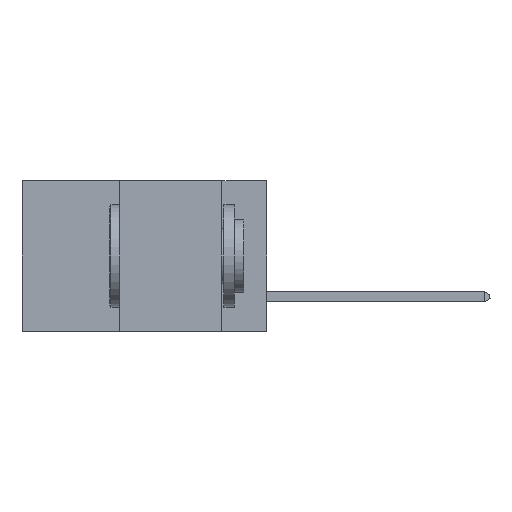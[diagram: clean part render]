
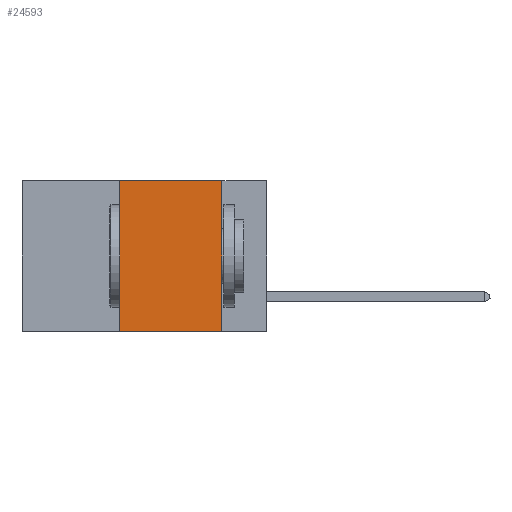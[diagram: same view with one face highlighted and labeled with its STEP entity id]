
A CAD part, left-side view. The second image highlights one B-rep face of the part: STEP entity #24593.
In plain terms, the highlighted planar face has unit normal (-1, 0, 0).
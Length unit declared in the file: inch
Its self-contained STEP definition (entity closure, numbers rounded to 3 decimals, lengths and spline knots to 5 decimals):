
#719 = LINE ( 'NONE', #3676, #28026 ) ;
#722 = EDGE_LOOP ( 'NONE', ( #6421, #35251, #37657, #9625 ) ) ;
#2111 = VERTEX_POINT ( 'NONE', #41052 ) ;
#2369 = VERTEX_POINT ( 'NONE', #19870 ) ;
#2628 = VECTOR ( 'NONE', #25669, 39.37008 ) ;
#3460 = CARTESIAN_POINT ( 'NONE',  ( 0., 0.11, 0. ) ) ;
#3676 = CARTESIAN_POINT ( 'NONE',  ( 0., 0.6, 0. ) ) ;
#4477 = DIRECTION ( 'NONE',  ( 0., 0., 1. ) ) ;
#6320 = LINE ( 'NONE', #32682, #23516 ) ;
#6421 = ORIENTED_EDGE ( 'NONE', *, *, #47183, .F. ) ;
#9625 = ORIENTED_EDGE ( 'NONE', *, *, #33462, .T. ) ;
#9865 = VECTOR ( 'NONE', #4477, 39.37008 ) ;
#10021 = AXIS2_PLACEMENT_3D ( 'NONE', #11798, #45702, #42384 ) ;
#11774 = VERTEX_POINT ( 'NONE', #19513 ) ;
#11798 = CARTESIAN_POINT ( 'NONE',  ( 0., 0.6, 0. ) ) ;
#13385 = FACE_OUTER_BOUND ( 'NONE', #722, .T. ) ;
#15570 = EDGE_CURVE ( 'NONE', #2369, #11774, #41249, .T. ) ;
#15939 = CARTESIAN_POINT ( 'NONE',  ( 0., 0.36, 0. ) ) ;
#16938 = LINE ( 'NONE', #3460, #2628 ) ;
#19513 = CARTESIAN_POINT ( 'NONE',  ( 0., 0.36, 0. ) ) ;
#19870 = CARTESIAN_POINT ( 'NONE',  ( 0., 0.36, -0.37 ) ) ;
#23322 = PLANE ( 'NONE',  #10021 ) ;
#23516 = VECTOR ( 'NONE', #44255, 39.37008 ) ;
#24593 = ADVANCED_FACE ( 'NONE', ( #13385 ), #23322, .F. ) ;
#25669 = DIRECTION ( 'NONE',  ( 0., 0., -1. ) ) ;
#26718 = DIRECTION ( 'NONE',  ( 0., -1., 0. ) ) ;
#28026 = VECTOR ( 'NONE', #26718, 39.37008 ) ;
#32527 = VERTEX_POINT ( 'NONE', #42370 ) ;
#32682 = CARTESIAN_POINT ( 'NONE',  ( 0., 0.6, -0.37 ) ) ;
#33462 = EDGE_CURVE ( 'NONE', #2369, #2111, #6320, .T. ) ;
#35251 = ORIENTED_EDGE ( 'NONE', *, *, #48211, .F. ) ;
#37657 = ORIENTED_EDGE ( 'NONE', *, *, #15570, .F. ) ;
#41052 = CARTESIAN_POINT ( 'NONE',  ( 0., 0.11, -0.37 ) ) ;
#41249 = LINE ( 'NONE', #15939, #9865 ) ;
#42370 = CARTESIAN_POINT ( 'NONE',  ( 0., 0.11, 0. ) ) ;
#42384 = DIRECTION ( 'NONE',  ( 0., 0., -1. ) ) ;
#44255 = DIRECTION ( 'NONE',  ( 0., -1., 0. ) ) ;
#45702 = DIRECTION ( 'NONE',  ( 1., 0., 0. ) ) ;
#47183 = EDGE_CURVE ( 'NONE', #32527, #2111, #16938, .T. ) ;
#48211 = EDGE_CURVE ( 'NONE', #11774, #32527, #719, .T. ) ;
